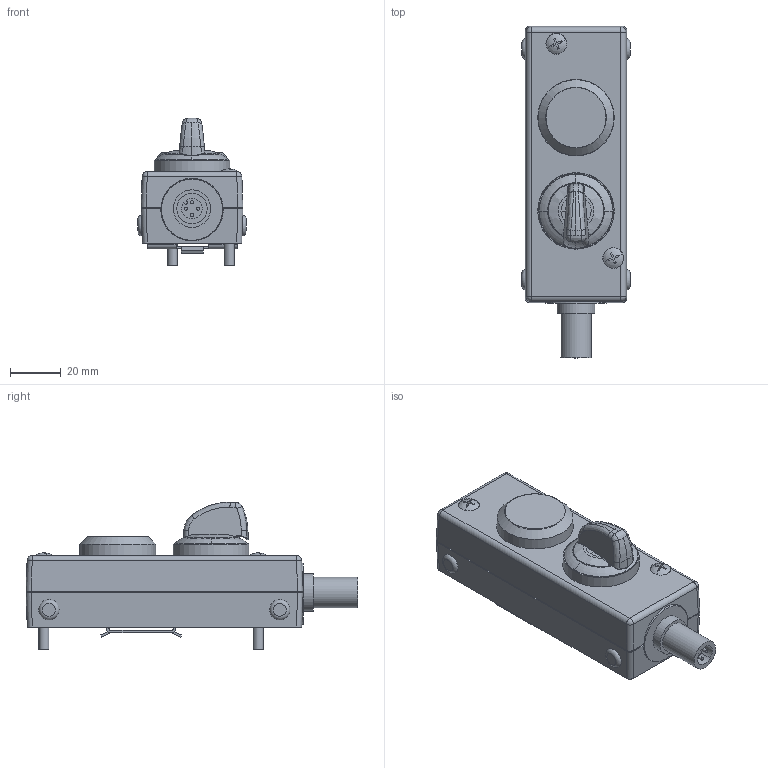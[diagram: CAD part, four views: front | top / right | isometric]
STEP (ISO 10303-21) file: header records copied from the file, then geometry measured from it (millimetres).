
FILE_DESCRIPTION(('HOOPS Exchange Step'),'2;1');
FILE_NAME('export-40B0F704-589A-49B4-8A29-554C2276CC40.stp','2019-08-01T08:32:21+02:00',('jberger'),('Alibre'),'HOOPS Exchange 2019.2','Alibre','Unknown authorisation');
FILE_SCHEMA( ('AUTOMOTIVE_DESIGN { 1 0 10303 214 1 1 1 1 }') );
Length unit declared in the file: centimetre
Products named in the file (11): boden; M12-Stecker; rundkopfschraubencblz_m4x35; schieber; knopf_3; knopf_4; knopf_5; Deckel_5; knopf_7; knopf_6; Neue 3D Baugruppe (1)
Assembly tree (12 placements, depth 2):
  Neue 3D Baugruppe (1)
    boden
    M12-Stecker
    rundkopfschraubencblz_m4x35  x2
    schieber
    knopf_3  x2
    knopf_4
    knopf_5
    Deckel_5
    knopf_7
    knopf_6
Bounding box: 42.7 x 130.3 x 58.04 mm (x, y, z)
Volume: 125201.1 mm3; surface area: 43798.5 mm2
Topology: 12 solids, 12 shells, 309 faces, 796 edges, 515 vertices
Faces by surface type: plane 135, cylinder 75, bspline 57, torus 24, sphere 8, cone 6, extrusion 4
Full cylindrical faces by diameter (mm): 1.2 x4, 4 x2, 4.2 x4, 6.5 x3, 8.2 x2, 12 x1, 14.75 x1, 23.6 x1, 23.8 x1, 24 x1, 29.8 x2, 30 x2
Entity records: 34572 total; most frequent: CARTESIAN_POINT 27638, ORIENTED_EDGE 1464, DIRECTION 1289, EDGE_CURVE 732, AXIS2_PLACEMENT_3D 492, VERTEX_POINT 475, EDGE_LOOP 317, FACE_BOUND 317
